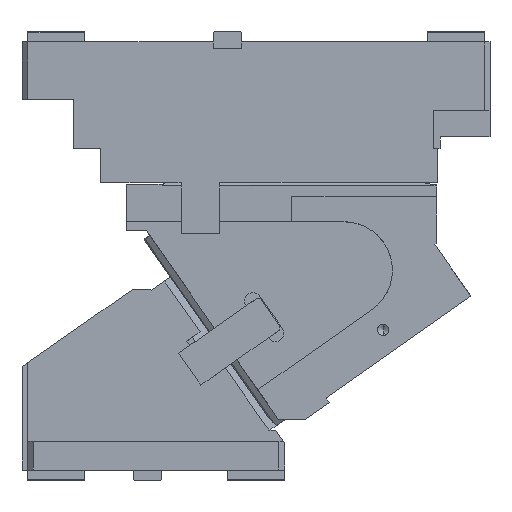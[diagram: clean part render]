
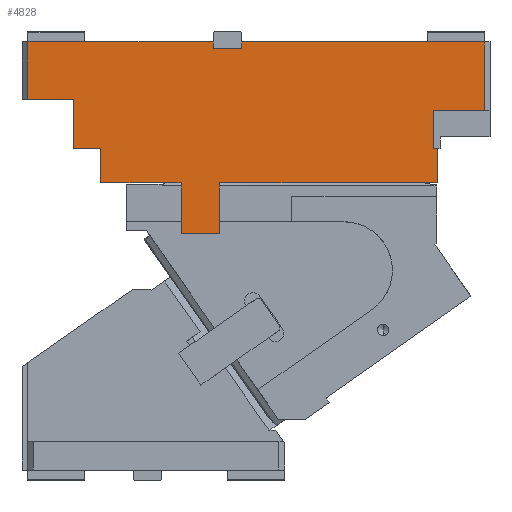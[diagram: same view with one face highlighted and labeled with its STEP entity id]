
A CAD part, front view. The second image highlights one B-rep face of the part: STEP entity #4828.
In plain terms, the highlighted planar face has unit normal (0, -1, 0).
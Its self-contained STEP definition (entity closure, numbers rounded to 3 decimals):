
#451=CARTESIAN_POINT('Vertex',(5.,-150.,0.)) ;
#454=CARTESIAN_POINT('Line Origine',(86.25,-150.,0.)) ;
#458=CARTESIAN_POINT('Vertex',(167.5,-150.,0.)) ;
#969=CARTESIAN_POINT('Vertex',(5.,-150.,-50.)) ;
#972=CARTESIAN_POINT('Line Origine',(5.,-150.,-25.)) ;
#1000=CARTESIAN_POINT('Vertex',(45.,-150.,-50.)) ;
#1003=CARTESIAN_POINT('Line Origine',(25.,-150.,-50.)) ;
#1446=CARTESIAN_POINT('Vertex',(173.35,-150.,-123.49)) ;
#1451=CARTESIAN_POINT('Line Origine',(173.35,-150.,-145.74)) ;
#1455=CARTESIAN_POINT('Vertex',(173.35,-150.,-167.99)) ;
#1498=CARTESIAN_POINT('Line Origine',(156.35,-150.,-167.99)) ;
#1502=CARTESIAN_POINT('Vertex',(139.35,-150.,-167.99)) ;
#1550=CARTESIAN_POINT('Line Origine',(139.35,-150.,-145.74)) ;
#1554=CARTESIAN_POINT('Vertex',(139.35,-150.,-123.49)) ;
#1833=CARTESIAN_POINT('Vertex',(68.85,-150.,-123.49)) ;
#1878=CARTESIAN_POINT('Vertex',(363.85,-150.,-123.49)) ;
#1881=CARTESIAN_POINT('Line Origine',(268.6,-150.,-123.49)) ;
#1886=CARTESIAN_POINT('Line Origine',(128.1,-150.,-123.49)) ;
#1890=CARTESIAN_POINT('Vertex',(116.85,-150.,-123.49)) ;
#1893=CARTESIAN_POINT('Line Origine',(92.85,-150.,-123.49)) ;
#2752=CARTESIAN_POINT('Vertex',(360.27,-150.,-60.1)) ;
#2755=CARTESIAN_POINT('Line Origine',(360.27,-150.,-76.795)) ;
#2759=CARTESIAN_POINT('Vertex',(360.27,-150.,-93.49)) ;
#2797=CARTESIAN_POINT('Vertex',(363.85,-150.,-93.49)) ;
#2800=CARTESIAN_POINT('Line Origine',(363.85,-150.,-108.49)) ;
#2861=CARTESIAN_POINT('Line Origine',(362.06,-150.,-93.49)) ;
#2910=CARTESIAN_POINT('Vertex',(405.,-150.,-60.1)) ;
#2913=CARTESIAN_POINT('Line Origine',(382.635,-150.,-60.1)) ;
#2944=CARTESIAN_POINT('Vertex',(68.85,-150.,-93.49)) ;
#2949=CARTESIAN_POINT('Line Origine',(56.925,-150.,-93.49)) ;
#2953=CARTESIAN_POINT('Vertex',(45.,-150.,-93.49)) ;
#2999=CARTESIAN_POINT('Line Origine',(45.,-150.,-71.745)) ;
#4499=CARTESIAN_POINT('Line Origine',(68.85,-150.,-108.49)) ;
#4691=CARTESIAN_POINT('Line Origine',(167.5,-150.,-3.)) ;
#4695=CARTESIAN_POINT('Vertex',(167.5,-150.,-6.)) ;
#4749=CARTESIAN_POINT('Vertex',(192.5,-150.,0.)) ;
#4756=CARTESIAN_POINT('Vertex',(192.5,-150.,-6.)) ;
#4759=CARTESIAN_POINT('Line Origine',(192.5,-150.,-3.)) ;
#4776=CARTESIAN_POINT('Line Origine',(180.,-150.,-6.)) ;
#4788=CARTESIAN_POINT('Axis2P3D Location',(0.,-150.,0.)) ;
#4793=CARTESIAN_POINT('Line Origine',(405.,-150.,-30.05)) ;
#4797=CARTESIAN_POINT('Vertex',(405.,-150.,0.)) ;
#4800=CARTESIAN_POINT('Line Origine',(298.75,-150.,0.)) ;
#455=DIRECTION('Vector Direction',(1.,0.,0.)) ;
#973=DIRECTION('Vector Direction',(0.,0.,-1.)) ;
#1004=DIRECTION('Vector Direction',(1.,0.,0.)) ;
#1452=DIRECTION('Vector Direction',(0.,0.,1.)) ;
#1499=DIRECTION('Vector Direction',(1.,0.,0.)) ;
#1551=DIRECTION('Vector Direction',(0.,0.,1.)) ;
#1882=DIRECTION('Vector Direction',(-1.,0.,0.)) ;
#1887=DIRECTION('Vector Direction',(-1.,0.,0.)) ;
#1894=DIRECTION('Vector Direction',(1.,0.,0.)) ;
#2756=DIRECTION('Vector Direction',(0.,0.,1.)) ;
#2801=DIRECTION('Vector Direction',(0.,0.,-1.)) ;
#2862=DIRECTION('Vector Direction',(1.,0.,0.)) ;
#2914=DIRECTION('Vector Direction',(1.,0.,0.)) ;
#2950=DIRECTION('Vector Direction',(-1.,0.,0.)) ;
#3000=DIRECTION('Vector Direction',(0.,0.,-1.)) ;
#4500=DIRECTION('Vector Direction',(0.,0.,-1.)) ;
#4692=DIRECTION('Vector Direction',(0.,0.,1.)) ;
#4760=DIRECTION('Vector Direction',(0.,0.,-1.)) ;
#4777=DIRECTION('Vector Direction',(1.,0.,0.)) ;
#4789=DIRECTION('Axis2P3D Direction',(0.,1.,0.)) ;
#4790=DIRECTION('Axis2P3D XDirection',(0.,0.,1.)) ;
#4794=DIRECTION('Vector Direction',(0.,0.,1.)) ;
#4801=DIRECTION('Vector Direction',(1.,0.,0.)) ;
#4791=AXIS2_PLACEMENT_3D('Plane Axis2P3D',#4788,#4789,#4790) ;
#4806=ORIENTED_EDGE('',*,*,#4697,.T.) ;
#4807=ORIENTED_EDGE('',*,*,#460,.F.) ;
#4808=ORIENTED_EDGE('',*,*,#976,.T.) ;
#4809=ORIENTED_EDGE('',*,*,#1007,.T.) ;
#4810=ORIENTED_EDGE('',*,*,#3003,.T.) ;
#4811=ORIENTED_EDGE('',*,*,#2955,.F.) ;
#4812=ORIENTED_EDGE('',*,*,#4503,.T.) ;
#4813=ORIENTED_EDGE('',*,*,#1897,.T.) ;
#4814=ORIENTED_EDGE('',*,*,#1892,.T.) ;
#4815=ORIENTED_EDGE('',*,*,#1556,.F.) ;
#4816=ORIENTED_EDGE('',*,*,#1504,.T.) ;
#4817=ORIENTED_EDGE('',*,*,#1457,.T.) ;
#4818=ORIENTED_EDGE('',*,*,#1885,.T.) ;
#4819=ORIENTED_EDGE('',*,*,#2804,.T.) ;
#4820=ORIENTED_EDGE('',*,*,#2865,.T.) ;
#4821=ORIENTED_EDGE('',*,*,#2761,.T.) ;
#4822=ORIENTED_EDGE('',*,*,#2917,.T.) ;
#4823=ORIENTED_EDGE('',*,*,#4799,.T.) ;
#4824=ORIENTED_EDGE('',*,*,#4804,.F.) ;
#4825=ORIENTED_EDGE('',*,*,#4763,.T.) ;
#4826=ORIENTED_EDGE('',*,*,#4780,.F.) ;
#456=VECTOR('Line Direction',#455,1.) ;
#974=VECTOR('Line Direction',#973,1.) ;
#1005=VECTOR('Line Direction',#1004,1.) ;
#1453=VECTOR('Line Direction',#1452,1.) ;
#1500=VECTOR('Line Direction',#1499,1.) ;
#1552=VECTOR('Line Direction',#1551,1.) ;
#1883=VECTOR('Line Direction',#1882,1.) ;
#1888=VECTOR('Line Direction',#1887,1.) ;
#1895=VECTOR('Line Direction',#1894,1.) ;
#2757=VECTOR('Line Direction',#2756,1.) ;
#2802=VECTOR('Line Direction',#2801,1.) ;
#2863=VECTOR('Line Direction',#2862,1.) ;
#2915=VECTOR('Line Direction',#2914,1.) ;
#2951=VECTOR('Line Direction',#2950,1.) ;
#3001=VECTOR('Line Direction',#3000,1.) ;
#4501=VECTOR('Line Direction',#4500,1.) ;
#4693=VECTOR('Line Direction',#4692,1.) ;
#4761=VECTOR('Line Direction',#4760,1.) ;
#4778=VECTOR('Line Direction',#4777,1.) ;
#4795=VECTOR('Line Direction',#4794,1.) ;
#4802=VECTOR('Line Direction',#4801,1.) ;
#4828=ADVANCED_FACE('CAM HOLDER',(#4827),#4792,.F.) ;
#460=EDGE_CURVE('',#452,#459,#457,.T.) ;
#976=EDGE_CURVE('',#452,#970,#975,.T.) ;
#1007=EDGE_CURVE('',#970,#1001,#1006,.T.) ;
#1457=EDGE_CURVE('',#1456,#1447,#1454,.T.) ;
#1504=EDGE_CURVE('',#1503,#1456,#1501,.T.) ;
#1556=EDGE_CURVE('',#1503,#1555,#1553,.T.) ;
#1885=EDGE_CURVE('',#1447,#1879,#1884,.F.) ;
#1892=EDGE_CURVE('',#1891,#1555,#1889,.F.) ;
#1897=EDGE_CURVE('',#1834,#1891,#1896,.T.) ;
#2761=EDGE_CURVE('',#2760,#2753,#2758,.T.) ;
#2804=EDGE_CURVE('',#1879,#2798,#2803,.F.) ;
#2865=EDGE_CURVE('',#2798,#2760,#2864,.F.) ;
#2917=EDGE_CURVE('',#2753,#2911,#2916,.T.) ;
#2955=EDGE_CURVE('',#2945,#2954,#2952,.T.) ;
#3003=EDGE_CURVE('',#1001,#2954,#3002,.T.) ;
#4503=EDGE_CURVE('',#2945,#1834,#4502,.T.) ;
#4697=EDGE_CURVE('',#4696,#459,#4694,.T.) ;
#4763=EDGE_CURVE('',#4750,#4757,#4762,.T.) ;
#4780=EDGE_CURVE('',#4696,#4757,#4779,.T.) ;
#4799=EDGE_CURVE('',#2911,#4798,#4796,.T.) ;
#4804=EDGE_CURVE('',#4750,#4798,#4803,.T.) ;
#4805=EDGE_LOOP('',(#4806,#4807,#4808,#4809,#4810,#4811,#4812,#4813,#4814,#4815,#4816,#4817,#4818,#4819,#4820,#4821,#4822,#4823,#4824,#4825,#4826)) ;
#4827=FACE_OUTER_BOUND('',#4805,.T.) ;
#457=LINE('Line',#454,#456) ;
#975=LINE('Line',#972,#974) ;
#1006=LINE('Line',#1003,#1005) ;
#1454=LINE('Line',#1451,#1453) ;
#1501=LINE('Line',#1498,#1500) ;
#1553=LINE('Line',#1550,#1552) ;
#1884=LINE('Line',#1881,#1883) ;
#1889=LINE('Line',#1886,#1888) ;
#1896=LINE('Line',#1893,#1895) ;
#2758=LINE('Line',#2755,#2757) ;
#2803=LINE('Line',#2800,#2802) ;
#2864=LINE('Line',#2861,#2863) ;
#2916=LINE('Line',#2913,#2915) ;
#2952=LINE('Line',#2949,#2951) ;
#3002=LINE('Line',#2999,#3001) ;
#4502=LINE('Line',#4499,#4501) ;
#4694=LINE('Line',#4691,#4693) ;
#4762=LINE('Line',#4759,#4761) ;
#4779=LINE('Line',#4776,#4778) ;
#4796=LINE('Line',#4793,#4795) ;
#4803=LINE('Line',#4800,#4802) ;
#4792=PLANE('Plane',#4791) ;
#452=VERTEX_POINT('',#451) ;
#459=VERTEX_POINT('',#458) ;
#970=VERTEX_POINT('',#969) ;
#1001=VERTEX_POINT('',#1000) ;
#1447=VERTEX_POINT('',#1446) ;
#1456=VERTEX_POINT('',#1455) ;
#1503=VERTEX_POINT('',#1502) ;
#1555=VERTEX_POINT('',#1554) ;
#1834=VERTEX_POINT('',#1833) ;
#1879=VERTEX_POINT('',#1878) ;
#1891=VERTEX_POINT('',#1890) ;
#2753=VERTEX_POINT('',#2752) ;
#2760=VERTEX_POINT('',#2759) ;
#2798=VERTEX_POINT('',#2797) ;
#2911=VERTEX_POINT('',#2910) ;
#2945=VERTEX_POINT('',#2944) ;
#2954=VERTEX_POINT('',#2953) ;
#4696=VERTEX_POINT('',#4695) ;
#4750=VERTEX_POINT('',#4749) ;
#4757=VERTEX_POINT('',#4756) ;
#4798=VERTEX_POINT('',#4797) ;
